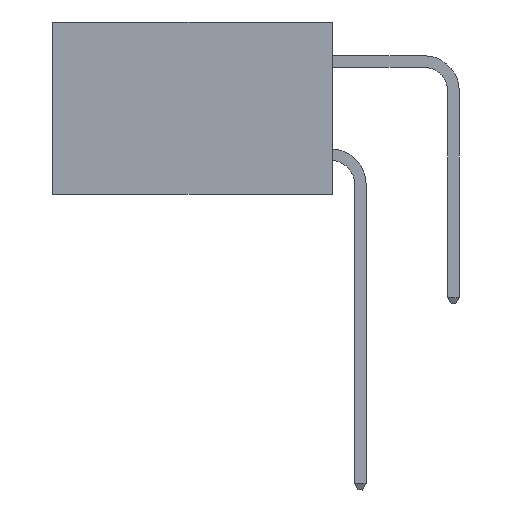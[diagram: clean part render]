
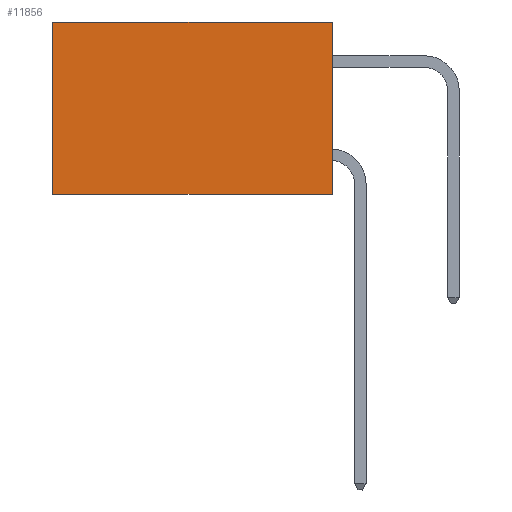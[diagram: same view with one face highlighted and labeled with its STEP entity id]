
A CAD part, left-side view. The second image highlights one B-rep face of the part: STEP entity #11856.
In plain terms, the highlighted planar face has unit normal (-1, 0, 0).
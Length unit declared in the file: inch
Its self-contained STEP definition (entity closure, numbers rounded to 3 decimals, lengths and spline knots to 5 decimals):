
#536 = CARTESIAN_POINT ( 'NONE',  ( 0.2615, 0., -0.37 ) ) ;
#903 = LINE ( 'NONE', #9862, #10135 ) ;
#1057 = DIRECTION ( 'NONE',  ( 0., 0., -1. ) ) ;
#1993 = CARTESIAN_POINT ( 'NONE',  ( 0.2615, 0.6, 0. ) ) ;
#2094 = DIRECTION ( 'NONE',  ( 0., 1., 0. ) ) ;
#2416 = CARTESIAN_POINT ( 'NONE',  ( 0.2615, 0., -0.37 ) ) ;
#2631 = CARTESIAN_POINT ( 'NONE',  ( 0.2615, 0., -0.37 ) ) ;
#2861 = CARTESIAN_POINT ( 'NONE',  ( 0.2615, 0., 0. ) ) ;
#3069 = LINE ( 'NONE', #3144, #14558 ) ;
#3124 = VERTEX_POINT ( 'NONE', #2861 ) ;
#3144 = CARTESIAN_POINT ( 'NONE',  ( 0.2615, 0.6, -0.37 ) ) ;
#3609 = ORIENTED_EDGE ( 'NONE', *, *, #5108, .F. ) ;
#4017 = DIRECTION ( 'NONE',  ( 0., 0., -1. ) ) ;
#4634 = AXIS2_PLACEMENT_3D ( 'NONE', #11902, #8422, #4017 ) ;
#5053 = DIRECTION ( 'NONE',  ( 0., 1., 0. ) ) ;
#5108 = EDGE_CURVE ( 'NONE', #3124, #7808, #5892, .T. ) ;
#5892 = LINE ( 'NONE', #2631, #8814 ) ;
#6025 = VERTEX_POINT ( 'NONE', #9288 ) ;
#6136 = EDGE_LOOP ( 'NONE', ( #8601, #6782, #3609, #13997 ) ) ;
#6779 = EDGE_CURVE ( 'NONE', #9678, #6025, #3069, .T. ) ;
#6782 = ORIENTED_EDGE ( 'NONE', *, *, #13497, .F. ) ;
#6937 = DIRECTION ( 'NONE',  ( 0., 0., -1. ) ) ;
#7808 = VERTEX_POINT ( 'NONE', #2416 ) ;
#8422 = DIRECTION ( 'NONE',  ( 1., 0., 0. ) ) ;
#8601 = ORIENTED_EDGE ( 'NONE', *, *, #6779, .T. ) ;
#8814 = VECTOR ( 'NONE', #6937, 39.37008 ) ;
#9288 = CARTESIAN_POINT ( 'NONE',  ( 0.2615, 0.6, -0.37 ) ) ;
#9678 = VERTEX_POINT ( 'NONE', #1993 ) ;
#9681 = LINE ( 'NONE', #536, #11040 ) ;
#9862 = CARTESIAN_POINT ( 'NONE',  ( 0.2615, 0., 0. ) ) ;
#10135 = VECTOR ( 'NONE', #2094, 39.37008 ) ;
#10170 = EDGE_CURVE ( 'NONE', #3124, #9678, #903, .T. ) ;
#11040 = VECTOR ( 'NONE', #5053, 39.37008 ) ;
#11828 = PLANE ( 'NONE',  #4634 ) ;
#11856 = ADVANCED_FACE ( 'NONE', ( #14225 ), #11828, .F. ) ;
#11902 = CARTESIAN_POINT ( 'NONE',  ( 0.2615, 0., -0.37 ) ) ;
#13497 = EDGE_CURVE ( 'NONE', #7808, #6025, #9681, .T. ) ;
#13997 = ORIENTED_EDGE ( 'NONE', *, *, #10170, .T. ) ;
#14225 = FACE_OUTER_BOUND ( 'NONE', #6136, .T. ) ;
#14558 = VECTOR ( 'NONE', #1057, 39.37008 ) ;
